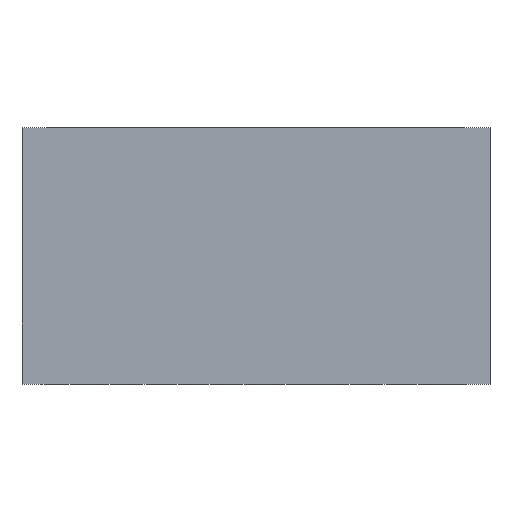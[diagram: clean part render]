
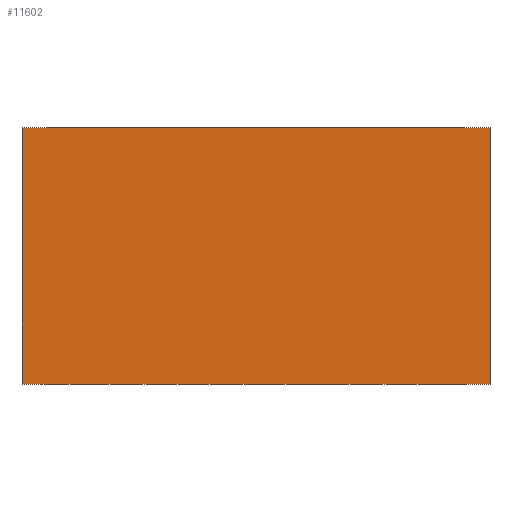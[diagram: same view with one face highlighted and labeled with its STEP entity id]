
A CAD part, top view. The second image highlights one B-rep face of the part: STEP entity #11602.
In plain terms, the highlighted planar face has unit normal (0, 0, 1).
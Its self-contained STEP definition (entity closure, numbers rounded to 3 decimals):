
#1198=FACE_OUTER_BOUND('',#1831,.T.);
#1831=EDGE_LOOP('',(#8853,#8854,#8855,#8856));
#2252=LINE('',#14350,#3443);
#2766=LINE('',#16972,#3957);
#2767=LINE('',#16975,#3958);
#2768=LINE('',#16976,#3959);
#3443=VECTOR('',#12420,10.);
#3957=VECTOR('',#13206,10.);
#3958=VECTOR('',#13209,10.);
#3959=VECTOR('',#13210,10.);
#4627=VERTEX_POINT('',#14347);
#4628=VERTEX_POINT('',#14349);
#5124=VERTEX_POINT('',#16970);
#5125=VERTEX_POINT('',#16974);
#5797=EDGE_CURVE('',#4627,#4628,#2252,.T.);
#6557=EDGE_CURVE('',#5124,#4627,#2766,.T.);
#6558=EDGE_CURVE('',#5125,#5124,#2767,.T.);
#6559=EDGE_CURVE('',#4628,#5125,#2768,.T.);
#8853=ORIENTED_EDGE('',*,*,#6557,.F.);
#8854=ORIENTED_EDGE('',*,*,#6558,.F.);
#8855=ORIENTED_EDGE('',*,*,#6559,.F.);
#8856=ORIENTED_EDGE('',*,*,#5797,.F.);
#11133=PLANE('',#12146);
#11602=ADVANCED_FACE('',(#1198),#11133,.T.);
#12146=AXIS2_PLACEMENT_3D('',#16973,#13207,#13208);
#12420=DIRECTION('',(1.,0.,0.));
#13206=DIRECTION('',(0.,1.,0.));
#13207=DIRECTION('center_axis',(0.,0.,1.));
#13208=DIRECTION('ref_axis',(-1.,0.,0.));
#13209=DIRECTION('',(-1.,0.,0.));
#13210=DIRECTION('',(0.,-1.,0.));
#14347=CARTESIAN_POINT('',(-146.,70.,41.));
#14349=CARTESIAN_POINT('',(0.,70.,41.));
#14350=CARTESIAN_POINT('',(-146.,70.,41.));
#16970=CARTESIAN_POINT('',(-146.,-10.,41.));
#16972=CARTESIAN_POINT('',(-146.,0.,41.));
#16973=CARTESIAN_POINT('Origin',(0.,0.,41.));
#16974=CARTESIAN_POINT('',(0.,-10.,41.));
#16975=CARTESIAN_POINT('',(-146.,-10.,41.));
#16976=CARTESIAN_POINT('',(0.,0.,41.));
